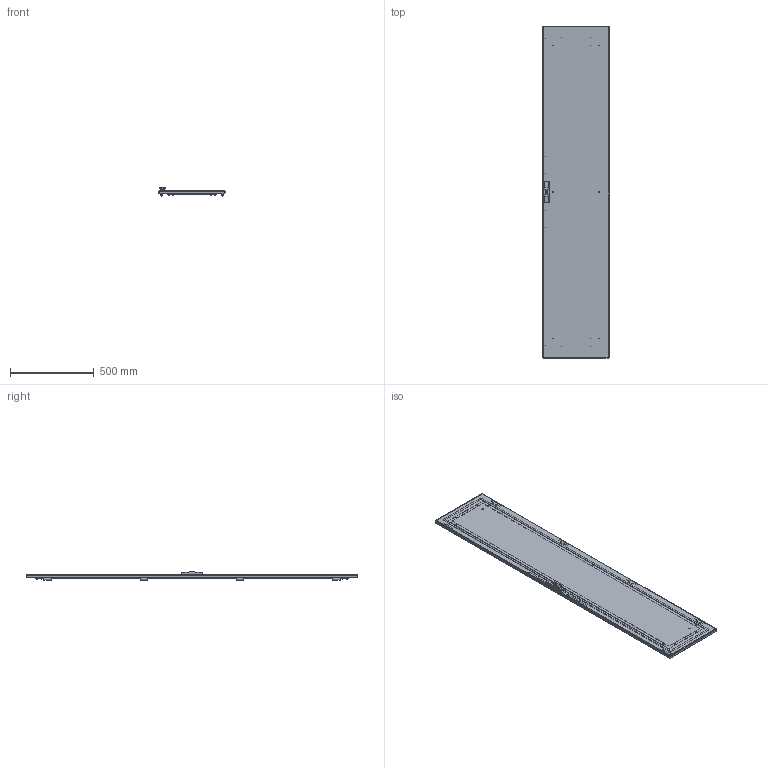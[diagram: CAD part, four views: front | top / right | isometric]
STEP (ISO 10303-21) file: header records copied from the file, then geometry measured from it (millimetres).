
FILE_DESCRIPTION (( 'STEP AP203' ), '1' );
FILE_NAME ('UR40900200400 Äâåðü ãëóõàÿ RS52 200.40 ÑÏ (000.801.409).STEP', '2022-04-08T09:32:54', ( '' ), ( '' ), 'SwSTEP 2.0', 'SolidWorks 2017', '' );
FILE_SCHEMA (( 'CONFIG_CONTROL_DESIGN' ));
Length unit declared in the file: millimetre
Products named in the file (27): 054-271 Ïîïåðå÷èíà äâåðè RS52_00 (00.40); Ãàéêà øåñòèãðàííàÿ âûñîêàÿ ñàìîñòîïîðÿùàÿñÿ ñ ôëàíöåì ÃÎÑÒ ISO 7043_Œ6; 016-90 Øòûðü ïåòëè LC3; 040-194 Ïëàíêà çàïîðíàÿ_00 (120.00, 180.00 - 220.00); 000.231.069 Ðàìà óñèëèâàþùàÿ RS52_16 (200.40); MS896 Çàìîê-íàêëàäêà îñíîâíàÿ äëÿ LC_Žâªàëâ®; Øïèëüêà ðåçüáîâàÿ ñ î÷èñòêîé îò êðàñêè_Œ6å12; UR40900200400 Äâåðü ãëóõàÿ RS52 200.40 ÑÏ (000.801.409); 054-270 Ñòîéêà äâåðè RS52_04 (200.00); 000.203.218 ﾄ粢 RS52 200.00_00 (200.40); Âèíò DIN 7500 C TORX_Œ5å16; Øàéáà 6402 Ò_Œ6; 048-06 Ïðóæèíà ïåòëè çàæèìíàÿ; Âèíò ISO 10642 TX_Œ5å10; Øïèëüêà çàçåìëåíèÿ CKF CS_Œ6å16; 029-373 Ñîåäèíèòåëü óãëîâîé ðàìêè äâåðè RS52; Óïëîòíèòåëü ÏÏÓ äëÿ äâåðêè LC3_12 (200å40); Âèíò ISO 10642 TX_Œ5å16; 040-238 Ïëàíêà çàïîðíàÿ_04 (200.00); 037-50 Ïåòëÿ LC3; 028-126 Ñêîáà LC3; 000.210.496 Îñíîâàíèå äâåðè RS52 200.00_00 (200.40); 000.800.061 Ïåòëÿ LC3_‡ ªàëâ®; Ãàéêà Ýðèêñîíà Ì6 ñ ïëîñêîé ãîëîâêîé; 040-237 Ïëàíêà çàïîðíàÿ ÏÐÎÁÀ 3_04 (200.00); 012-1970 Ïàíåëü äâåðè RS52 200.00_00 (200.40); 050-42 Âòóëêà ñêðûòîé ïåòëè
Assembly tree (100 placements, depth 4):
  UR40900200400 Äâåðü ãëóõàÿ RS52 200.40 ÑÏ (000.801.409)
    000.203.218 ﾄ粢 RS52 200.00_00 (200.40)
      000.210.496 Îñíîâàíèå äâåðè RS52 200.00_00 (200.40)
        012-1970 Ïàíåëü äâåðè RS52 200.00_00 (200.40)
        Øïèëüêà çàçåìëåíèÿ CKF CS_Œ6å16  x2
        Øïèëüêà ðåçüáîâàÿ ñ î÷èñòêîé îò êðàñêè_Œ6å12  x16
        050-42 Âòóëêà ñêðûòîé ïåòëè  x4
      000.231.069 Ðàìà óñèëèâàþùàÿ RS52_16 (200.40)
        054-270 Ñòîéêà äâåðè RS52_04 (200.00)  x2
        054-271 Ïîïåðå÷èíà äâåðè RS52_00 (00.40)  x2
        029-373 Ñîåäèíèòåëü óãëîâîé ðàìêè äâåðè RS52  x4
        Âèíò DIN 7500 C TORX_Œ5å16  x8
      Ãàéêà Ýðèêñîíà Ì6 ñ ïëîñêîé ãîëîâêîé  x10
      Óïëîòíèòåëü ÏÏÓ äëÿ äâåðêè LC3_12 (200å40)
      MS896 Çàìîê-íàêëàäêà îñíîâíàÿ äëÿ LC_Žâªàëâ®
      Âèíò ISO 10642 TX_Œ5å10  x2
      040-194 Ïëàíêà çàïîðíàÿ_00 (120.00, 180.00 - 220.00)
      Ãàéêà øåñòèãðàííàÿ âûñîêàÿ ñàìîñòîïîðÿùàÿñÿ ñ ôëàíöåì ÃÎÑÒ ISO 7043_Œ6  x6
      Øàéáà 6402 Ò_Œ6  x6
      040-237 Ïëàíêà çàïîðíàÿ ÏÐÎÁÀ 3_04 (200.00)
      040-238 Ïëàíêà çàïîðíàÿ_04 (200.00)
    000.800.061 Ïåòëÿ LC3_‡ ªàëâ®  x4
      037-50 Ïåòëÿ LC3
      016-90 Øòûðü ïåòëè LC3
      048-06 Ïðóæèíà ïåòëè çàæèìíàÿ
    028-126 Ñêîáà LC3  x4
    Âèíò ISO 10642 TX_Œ5å16  x16
Bounding box: 396.8 x 1984 x 47.95 mm (x, y, z)
Volume: 2712608.1 mm3; surface area: 2747499.6 mm2
Topology: 113 solids, 117 shells, 3920 faces, 10493 edges, 6823 vertices
Faces by surface type: cylinder 1739, plane 1387, cone 468, bspline 208, torus 102, sphere 16
Entity records: 49062 total; most frequent: CARTESIAN_POINT 13334, DIRECTION 6620, ORIENTED_EDGE 6250, EDGE_CURVE 3128, AXIS2_PLACEMENT_3D 2463, VERTEX_POINT 2013, LINE 1694, VECTOR 1694
